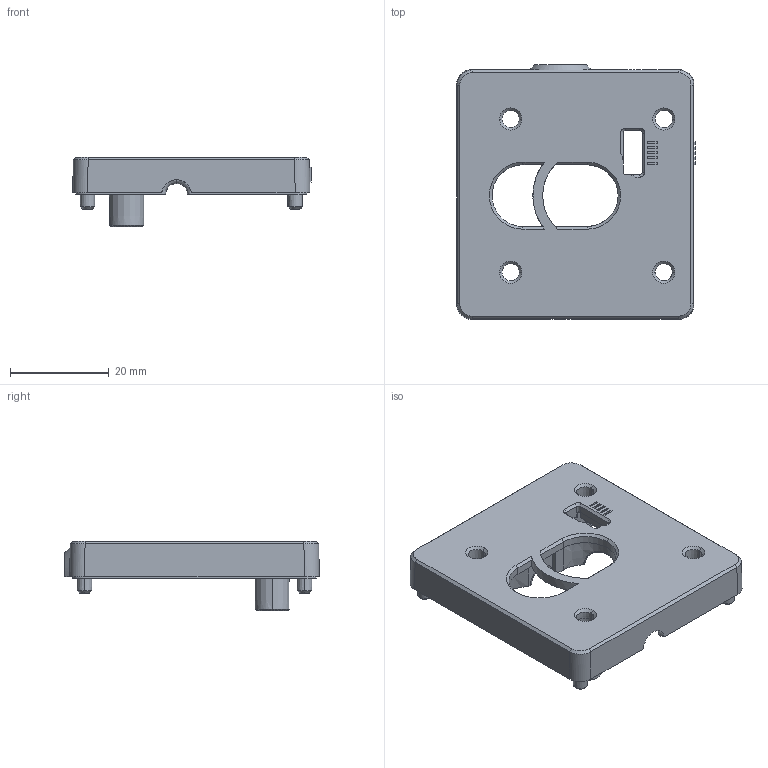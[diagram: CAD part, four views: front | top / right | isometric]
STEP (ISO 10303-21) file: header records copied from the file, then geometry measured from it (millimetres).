
FILE_DESCRIPTION (( 'STEP AP203' ), '1' );
FILE_NAME ('1258-B2P-D.STEP', '2014-03-19T12:33:11', ( '' ), ( '' ), 'SwSTEP 2.0', 'SolidWorks 2014', '' );
FILE_SCHEMA (( 'CONFIG_CONTROL_DESIGN' ));
Length unit declared in the file: millimetre
Products named in the file (1): 1258-B2P-D
Bounding box: 48.25 x 51.49 x 14 mm (x, y, z)
Volume: 8160.8 mm3; surface area: 9159.2 mm2
Topology: 1 solids, 1 shells, 330 faces, 891 edges, 572 vertices
Faces by surface type: plane 205, cone 60, bspline 32, cylinder 31, torus 2
Entity records: 12236 total; most frequent: CARTESIAN_POINT 4391, ORIENTED_EDGE 1782, DIRECTION 1375, EDGE_CURVE 891, VERTEX_POINT 572, LINE 549, VECTOR 549, AXIS2_PLACEMENT_3D 413
